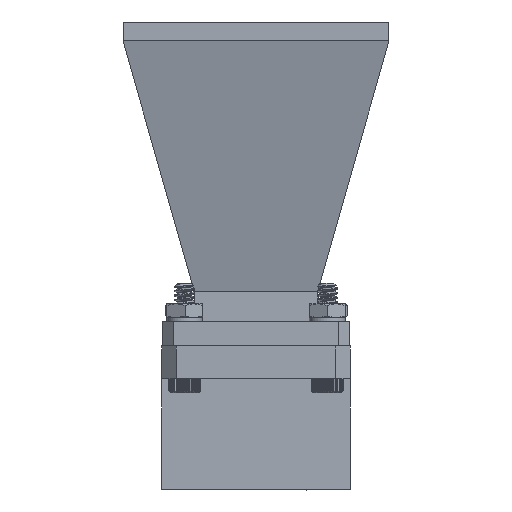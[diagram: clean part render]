
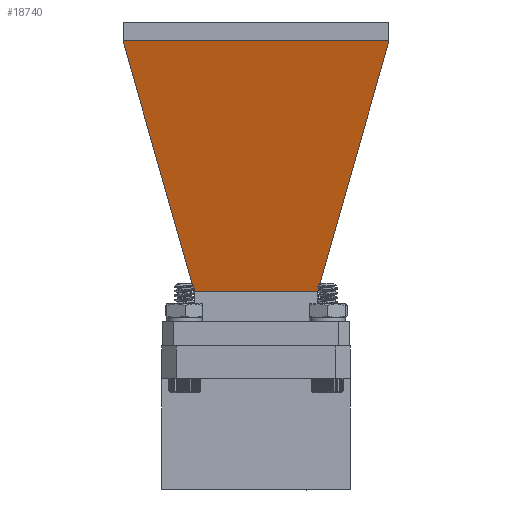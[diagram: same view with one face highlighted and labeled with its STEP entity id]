
A CAD part, front view. The second image highlights one B-rep face of the part: STEP entity #18740.
In plain terms, the highlighted face is planar.
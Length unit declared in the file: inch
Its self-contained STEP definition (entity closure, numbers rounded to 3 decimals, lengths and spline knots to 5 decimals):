
#1815 = DIRECTION ( 'NONE',  ( -0.226, -0.267, 0.937 ) ) ;
#2073 = CARTESIAN_POINT ( 'NONE',  ( -0.27361, 0., 1.95443 ) ) ;
#4693 = VECTOR ( 'NONE', #1815, 39.37008 ) ;
#5092 = DIRECTION ( 'NONE',  ( 0., -1., 0. ) ) ;
#5228 = EDGE_CURVE ( 'NONE', #25755, #32021, #16797, .T. ) ;
#6394 = VERTEX_POINT ( 'NONE', #7463 ) ;
#6496 = AXIS2_PLACEMENT_3D ( 'NONE', #17278, #20101, #40055 ) ;
#7463 = CARTESIAN_POINT ( 'NONE',  ( -0.27361, -0.4298, 1.95443 ) ) ;
#8177 = EDGE_CURVE ( 'NONE', #30109, #25755, #38142, .T. ) ;
#10288 = CARTESIAN_POINT ( 'NONE',  ( -0.69458, -0.92625, 3.69636 ) ) ;
#11115 = ORIENTED_EDGE ( 'NONE', *, *, #8177, .T. ) ;
#11485 = CARTESIAN_POINT ( 'NONE',  ( -0.69458, -0.92625, 3.69636 ) ) ;
#13178 = CARTESIAN_POINT ( 'NONE',  ( -0.69646, 0.92625, 3.70418 ) ) ;
#13957 = DIRECTION ( 'NONE',  ( 0., 1., 0. ) ) ;
#14014 = PLANE ( 'NONE',  #6496 ) ;
#14378 = LINE ( 'NONE', #34102, #41212 ) ;
#15401 = CARTESIAN_POINT ( 'NONE',  ( -0.69458, 0.92625, 3.69636 ) ) ;
#15483 = VECTOR ( 'NONE', #13957, 39.37008 ) ;
#16116 = ORIENTED_EDGE ( 'NONE', *, *, #41534, .T. ) ;
#16797 = LINE ( 'NONE', #30016, #15483 ) ;
#17278 = CARTESIAN_POINT ( 'NONE',  ( -0.49578, 0., 2.87376 ) ) ;
#18262 = LINE ( 'NONE', #25187, #4693 ) ;
#18731 = LINE ( 'NONE', #41704, #21247 ) ;
#18740 = ADVANCED_FACE ( 'NONE', ( #33755 ), #14014, .T. ) ;
#20101 = DIRECTION ( 'NONE',  ( -0.972, 0., -0.235 ) ) ;
#20489 = EDGE_LOOP ( 'NONE', ( #16116, #11115, #24023, #20595, #31491, #25344 ) ) ;
#20595 = ORIENTED_EDGE ( 'NONE', *, *, #36922, .T. ) ;
#21233 = DIRECTION ( 'NONE',  ( -0.235, 0., 0.972 ) ) ;
#21247 = VECTOR ( 'NONE', #35214, 39.37008 ) ;
#21568 = LINE ( 'NONE', #2073, #31272 ) ;
#24007 = EDGE_CURVE ( 'NONE', #36123, #6394, #21568, .T. ) ;
#24023 = ORIENTED_EDGE ( 'NONE', *, *, #5228, .T. ) ;
#25187 = CARTESIAN_POINT ( 'NONE',  ( -0.27361, -0.4298, 1.95443 ) ) ;
#25344 = ORIENTED_EDGE ( 'NONE', *, *, #24007, .T. ) ;
#25755 = VERTEX_POINT ( 'NONE', #32724 ) ;
#30016 = CARTESIAN_POINT ( 'NONE',  ( -0.69646, 0., 3.70418 ) ) ;
#30109 = VERTEX_POINT ( 'NONE', #10288 ) ;
#31272 = VECTOR ( 'NONE', #5092, 39.37008 ) ;
#31491 = ORIENTED_EDGE ( 'NONE', *, *, #40072, .T. ) ;
#32021 = VERTEX_POINT ( 'NONE', #13178 ) ;
#32721 = CARTESIAN_POINT ( 'NONE',  ( -0.27361, 0.4298, 1.95443 ) ) ;
#32724 = CARTESIAN_POINT ( 'NONE',  ( -0.69646, -0.92625, 3.70418 ) ) ;
#33755 = FACE_OUTER_BOUND ( 'NONE', #20489, .T. ) ;
#34102 = CARTESIAN_POINT ( 'NONE',  ( -0.69646, 0.92625, 3.70418 ) ) ;
#35214 = DIRECTION ( 'NONE',  ( 0.226, -0.267, -0.937 ) ) ;
#36123 = VERTEX_POINT ( 'NONE', #32721 ) ;
#36922 = EDGE_CURVE ( 'NONE', #32021, #37728, #14378, .T. ) ;
#37364 = DIRECTION ( 'NONE',  ( 0.235, 0., -0.972 ) ) ;
#37728 = VERTEX_POINT ( 'NONE', #15401 ) ;
#38029 = VECTOR ( 'NONE', #21233, 39.37008 ) ;
#38142 = LINE ( 'NONE', #11485, #38029 ) ;
#40055 = DIRECTION ( 'NONE',  ( -0.235, 0., 0.972 ) ) ;
#40072 = EDGE_CURVE ( 'NONE', #37728, #36123, #18731, .T. ) ;
#41212 = VECTOR ( 'NONE', #37364, 39.37008 ) ;
#41534 = EDGE_CURVE ( 'NONE', #6394, #30109, #18262, .T. ) ;
#41704 = CARTESIAN_POINT ( 'NONE',  ( -0.69458, 0.92625, 3.69636 ) ) ;
